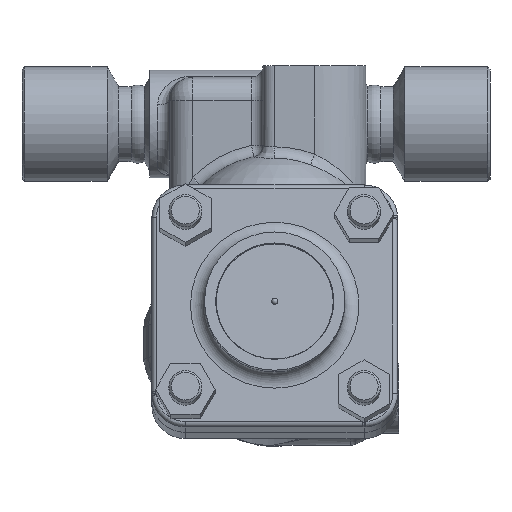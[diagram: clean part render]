
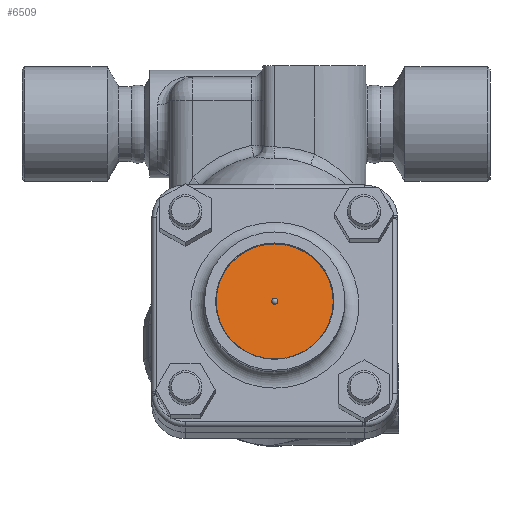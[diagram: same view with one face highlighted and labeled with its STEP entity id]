
A CAD part, left-side view. The second image highlights one B-rep face of the part: STEP entity #6509.
In plain terms, the highlighted planar face has unit normal (-0.985, 0, 0.174).
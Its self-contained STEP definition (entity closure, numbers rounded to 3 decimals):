
#97=FACE_BOUND('',#1565,.T.);
#198=PLANE('',#7061);
#1111=FACE_OUTER_BOUND('',#1564,.T.);
#1564=EDGE_LOOP('',(#4719));
#1565=EDGE_LOOP('',(#4720));
#2363=CIRCLE('',#7057,1.3);
#2364=CIRCLE('',#7059,25.);
#2818=VERTEX_POINT('',#10617);
#2819=VERTEX_POINT('',#10620);
#3541=EDGE_CURVE('',#2818,#2818,#2363,.T.);
#3542=EDGE_CURVE('',#2819,#2819,#2364,.T.);
#4719=ORIENTED_EDGE('',*,*,#3542,.T.);
#4720=ORIENTED_EDGE('',*,*,#3541,.T.);
#6509=ADVANCED_FACE('',(#1111,#97),#198,.T.);
#7057=AXIS2_PLACEMENT_3D('',#10618,#8087,#8088);
#7059=AXIS2_PLACEMENT_3D('',#10621,#8091,#8092);
#7061=AXIS2_PLACEMENT_3D('',#10624,#8095,#8096);
#8087=DIRECTION('center_axis',(0.985,0.,
-0.174));
#8088=DIRECTION('ref_axis',(-0.174,0.,-0.985));
#8091=DIRECTION('center_axis',(-0.985,0.,
0.174));
#8092=DIRECTION('ref_axis',(-0.174,0.,-0.985));
#8095=DIRECTION('center_axis',(-0.985,0.,
0.174));
#8096=DIRECTION('ref_axis',(0.174,0.,0.985));
#10617=CARTESIAN_POINT('',(-24.001,0.,5.552));
#10618=CARTESIAN_POINT('Origin',(-24.226,0.,
4.272));
#10620=CARTESIAN_POINT('',(-19.885,0.,28.892));
#10621=CARTESIAN_POINT('Origin',(-24.226,0.,
4.272));
#10624=CARTESIAN_POINT('Origin',(-24.226,0.,
4.272));
